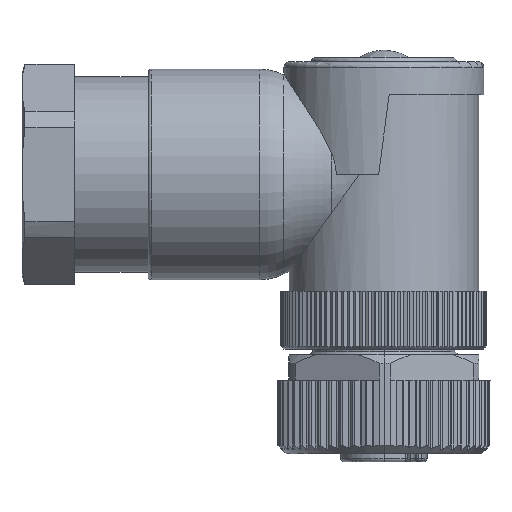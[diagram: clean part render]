
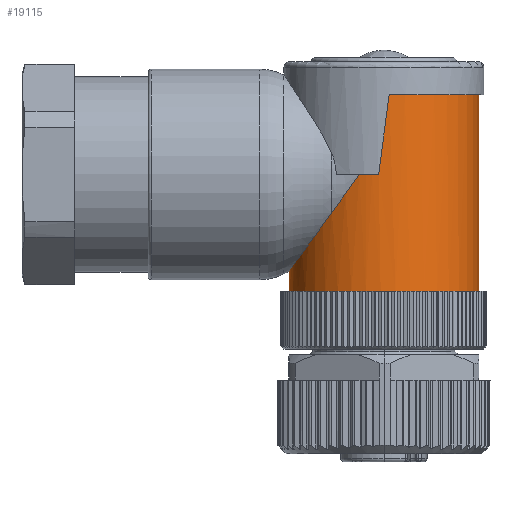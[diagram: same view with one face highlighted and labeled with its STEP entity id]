
A CAD part, left-side view. The second image highlights one B-rep face of the part: STEP entity #19115.
In plain terms, the highlighted cylindrical face has radius 9 mm (diameter 18 mm), a partial arc.
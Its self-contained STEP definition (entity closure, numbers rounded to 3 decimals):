
#19047=AXIS2_PLACEMENT_3D('Cylinder Axis2P3D',#19044,#19045,#19046) ;
#19051=AXIS2_PLACEMENT_3D('Circle Axis2P3D',#19049,#19050,$) ;
#19066=AXIS2_PLACEMENT_3D('Circle Axis2P3D',#19064,#19065,$) ;
#18890=CARTESIAN_POINT('Vertex',(10.1,19.086,16.2)) ;
#18892=CARTESIAN_POINT('Vertex',(10.1,1.086,16.2)) ;
#18896=CARTESIAN_POINT('Control Point',(10.1,1.086,16.2)) ;
#18897=CARTESIAN_POINT('Control Point',(9.218,1.086,16.2)) ;
#18898=CARTESIAN_POINT('Control Point',(8.336,1.194,16.2)) ;
#18899=CARTESIAN_POINT('Control Point',(7.472,1.41,16.2)) ;
#18900=CARTESIAN_POINT('Control Point',(5.814,2.049,16.2)) ;
#18901=CARTESIAN_POINT('Control Point',(4.36,3.07,16.2)) ;
#18902=CARTESIAN_POINT('Control Point',(3.699,3.667,16.2)) ;
#18903=CARTESIAN_POINT('Control Point',(2.537,5.011,16.2)) ;
#18904=CARTESIAN_POINT('Control Point',(1.733,6.596,16.2)) ;
#18905=CARTESIAN_POINT('Control Point',(1.431,7.434,16.2)) ;
#18906=CARTESIAN_POINT('Control Point',(1.038,9.167,16.2)) ;
#18907=CARTESIAN_POINT('Control Point',(1.075,10.943,16.2)) ;
#18908=CARTESIAN_POINT('Control Point',(1.203,11.825,16.2)) ;
#18909=CARTESIAN_POINT('Control Point',(1.671,13.539,16.2)) ;
#18910=CARTESIAN_POINT('Control Point',(2.54,15.089,16.2)) ;
#18911=CARTESIAN_POINT('Control Point',(3.067,15.807,16.2)) ;
#18912=CARTESIAN_POINT('Control Point',(4.287,17.098,16.2)) ;
#18913=CARTESIAN_POINT('Control Point',(5.783,18.058,16.2)) ;
#18914=CARTESIAN_POINT('Control Point',(6.586,18.443,16.2)) ;
#18915=CARTESIAN_POINT('Control Point',(7.776,18.842,16.2)) ;
#18916=CARTESIAN_POINT('Control Point',(9.008,19.031,16.2)) ;
#18917=CARTESIAN_POINT('Control Point',(9.372,19.068,16.2)) ;
#18918=CARTESIAN_POINT('Control Point',(9.736,19.086,16.2)) ;
#18919=CARTESIAN_POINT('Control Point',(10.1,19.086,16.2)) ;
#18954=CARTESIAN_POINT('Line Origine',(10.1,1.086,12.9)) ;
#18958=CARTESIAN_POINT('Vertex',(10.1,1.086,34.9)) ;
#18961=CARTESIAN_POINT('Line Origine',(10.1,19.086,12.9)) ;
#18965=CARTESIAN_POINT('Vertex',(10.1,19.086,18.099)) ;
#19044=CARTESIAN_POINT('Axis2P3D Location',(10.1,10.086,12.9)) ;
#19049=CARTESIAN_POINT('Axis2P3D Location',(10.1,10.086,34.9)) ;
#19053=CARTESIAN_POINT('Vertex',(1.114,9.586,34.9)) ;
#19057=CARTESIAN_POINT('Control Point',(1.114,9.586,34.9)) ;
#19058=CARTESIAN_POINT('Control Point',(1.095,9.919,32.368)) ;
#19059=CARTESIAN_POINT('Control Point',(1.095,10.253,29.832)) ;
#19060=CARTESIAN_POINT('Control Point',(1.114,10.586,27.3)) ;
#19061=CARTESIAN_POINT('Vertex',(1.114,10.586,27.3)) ;
#19064=CARTESIAN_POINT('Axis2P3D Location',(10.1,10.086,27.3)) ;
#19068=CARTESIAN_POINT('Vertex',(1.41,12.431,27.3)) ;
#19072=CARTESIAN_POINT('Control Point',(2.582,15.035,23.677)) ;
#19073=CARTESIAN_POINT('Control Point',(2.022,14.184,24.84)) ;
#19074=CARTESIAN_POINT('Control Point',(1.644,13.296,26.065)) ;
#19075=CARTESIAN_POINT('Control Point',(1.41,12.431,27.3)) ;
#19076=CARTESIAN_POINT('Vertex',(2.582,15.035,23.677)) ;
#19080=CARTESIAN_POINT('Control Point',(3.973,16.679,21.437)) ;
#19081=CARTESIAN_POINT('Control Point',(3.418,16.164,22.141)) ;
#19082=CARTESIAN_POINT('Control Point',(2.96,15.608,22.894)) ;
#19083=CARTESIAN_POINT('Control Point',(2.582,15.035,23.677)) ;
#19084=CARTESIAN_POINT('Vertex',(3.973,16.679,21.437)) ;
#19088=CARTESIAN_POINT('Control Point',(6.546,18.355,19.128)) ;
#19089=CARTESIAN_POINT('Control Point',(5.769,18.021,19.594)) ;
#19090=CARTESIAN_POINT('Control Point',(5.085,17.612,20.158)) ;
#19091=CARTESIAN_POINT('Control Point',(4.49,17.159,20.781)) ;
#19092=CARTESIAN_POINT('Control Point',(3.973,16.679,21.437)) ;
#19093=CARTESIAN_POINT('Vertex',(6.546,18.355,19.128)) ;
#19097=CARTESIAN_POINT('Control Point',(10.1,19.086,18.099)) ;
#19098=CARTESIAN_POINT('Control Point',(9.142,19.086,18.099)) ;
#19099=CARTESIAN_POINT('Control Point',(8.189,18.949,18.308)) ;
#19100=CARTESIAN_POINT('Control Point',(7.316,18.686,18.666)) ;
#19101=CARTESIAN_POINT('Control Point',(6.546,18.355,19.128)) ;
#18955=DIRECTION('Vector Direction',(0.,0.,1.)) ;
#18962=DIRECTION('Vector Direction',(0.,0.,1.)) ;
#19045=DIRECTION('Axis2P3D Direction',(0.,-0.,1.)) ;
#19046=DIRECTION('Axis2P3D XDirection',(0.,1.,0.)) ;
#19050=DIRECTION('Axis2P3D Direction',(0.,-0.,1.)) ;
#19065=DIRECTION('Axis2P3D Direction',(0.,-0.,1.)) ;
#18956=VECTOR('Line Direction',#18955,1.) ;
#18963=VECTOR('Line Direction',#18962,1.) ;
#19104=ORIENTED_EDGE('',*,*,#18967,.T.) ;
#19105=ORIENTED_EDGE('',*,*,#18920,.F.) ;
#19106=ORIENTED_EDGE('',*,*,#18960,.T.) ;
#19107=ORIENTED_EDGE('',*,*,#19055,.T.) ;
#19108=ORIENTED_EDGE('',*,*,#19063,.T.) ;
#19109=ORIENTED_EDGE('',*,*,#19070,.F.) ;
#19110=ORIENTED_EDGE('',*,*,#19078,.F.) ;
#19111=ORIENTED_EDGE('',*,*,#19086,.F.) ;
#19112=ORIENTED_EDGE('',*,*,#19095,.F.) ;
#19113=ORIENTED_EDGE('',*,*,#19102,.F.) ;
#19115=ADVANCED_FACE('Hauptk\X2\00F6\X0\rper',(#19114),#19048,.T.) ;
#18895=B_SPLINE_CURVE_WITH_KNOTS('',5,(#18896,#18897,#18898,#18899,#18900,#18901,#18902,#18903,#18904,#18905,#18906,#18907,#18908,#18909,#18910,#18911,#18912,#18913,#18914,#18915,#18916,#18917,#18918,#18919),.UNSPECIFIED.,.F.,.U.,(6,3,3,3,3,3,3,6),(0.,6.235,12.471,18.706,24.941,31.177,37.412,39.983),.UNSPECIFIED.) ;
#19056=B_SPLINE_CURVE_WITH_KNOTS('',3,(#19057,#19058,#19059,#19060),.UNSPECIFIED.,.F.,.U.,(4,4),(0.,10.89),.UNSPECIFIED.) ;
#19071=B_SPLINE_CURVE_WITH_KNOTS('',3,(#19072,#19073,#19074,#19075),.UNSPECIFIED.,.F.,.U.,(4,4),(4.414,10.966),.UNSPECIFIED.) ;
#19079=B_SPLINE_CURVE_WITH_KNOTS('',3,(#19080,#19081,#19082,#19083),.UNSPECIFIED.,.F.,.U.,(4,4),(0.,4.414),.UNSPECIFIED.) ;
#19087=B_SPLINE_CURVE_WITH_KNOTS('',4,(#19088,#19089,#19090,#19091,#19092),.UNSPECIFIED.,.F.,.U.,(5,5),(0.,5.484),.UNSPECIFIED.) ;
#19096=B_SPLINE_CURVE_WITH_KNOTS('',4,(#19097,#19098,#19099,#19100,#19101),.UNSPECIFIED.,.F.,.U.,(5,5),(0.,5.429),.UNSPECIFIED.) ;
#19052=CIRCLE('generated circle',#19051,9.) ;
#19067=CIRCLE('generated circle',#19066,9.) ;
#19048=CYLINDRICAL_SURFACE('generated cylinder',#19047,9.) ;
#18920=EDGE_CURVE('',#18893,#18891,#18895,.T.) ;
#18960=EDGE_CURVE('',#18893,#18959,#18957,.T.) ;
#18967=EDGE_CURVE('',#18966,#18891,#18964,.F.) ;
#19055=EDGE_CURVE('',#18959,#19054,#19052,.F.) ;
#19063=EDGE_CURVE('',#19054,#19062,#19056,.T.) ;
#19070=EDGE_CURVE('',#19069,#19062,#19067,.T.) ;
#19078=EDGE_CURVE('',#19077,#19069,#19071,.T.) ;
#19086=EDGE_CURVE('',#19085,#19077,#19079,.T.) ;
#19095=EDGE_CURVE('',#19094,#19085,#19087,.T.) ;
#19102=EDGE_CURVE('',#18966,#19094,#19096,.T.) ;
#19103=EDGE_LOOP('',(#19104,#19105,#19106,#19107,#19108,#19109,#19110,#19111,#19112,#19113)) ;
#19114=FACE_OUTER_BOUND('',#19103,.T.) ;
#18957=LINE('Line',#18954,#18956) ;
#18964=LINE('Line',#18961,#18963) ;
#18891=VERTEX_POINT('',#18890) ;
#18893=VERTEX_POINT('',#18892) ;
#18959=VERTEX_POINT('',#18958) ;
#18966=VERTEX_POINT('',#18965) ;
#19054=VERTEX_POINT('',#19053) ;
#19062=VERTEX_POINT('',#19061) ;
#19069=VERTEX_POINT('',#19068) ;
#19077=VERTEX_POINT('',#19076) ;
#19085=VERTEX_POINT('',#19084) ;
#19094=VERTEX_POINT('',#19093) ;
